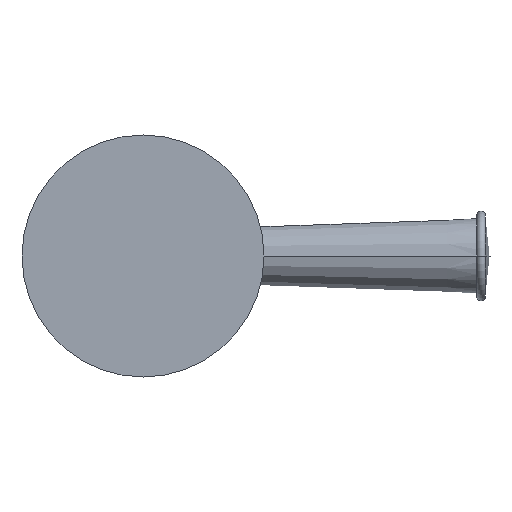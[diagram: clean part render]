
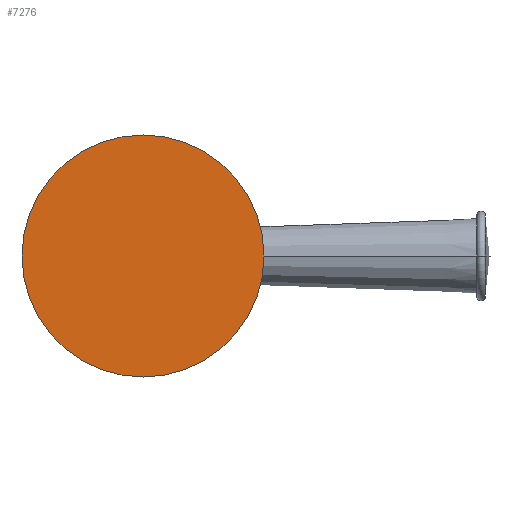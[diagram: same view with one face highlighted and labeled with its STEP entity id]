
A CAD part, front view. The second image highlights one B-rep face of the part: STEP entity #7276.
In plain terms, the highlighted planar face has unit normal (0, -1, 0).
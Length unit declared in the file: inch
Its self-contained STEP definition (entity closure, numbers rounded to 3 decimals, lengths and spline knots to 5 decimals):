
#2=CARTESIAN_POINT('',(0.,0.,0.));
#3=DIRECTION('',(0.,-1.,0.));
#4=DIRECTION('',(1.,0.,0.));
#5=AXIS2_PLACEMENT_3D('',#2,#3,#4);
#17=CARTESIAN_POINT('',(0.,0.,0.));
#18=DIRECTION('',(0.,1.,0.));
#19=DIRECTION('',(1.,0.,0.));
#20=AXIS2_PLACEMENT_3D('',#17,#18,#19);
#6453=CARTESIAN_POINT('',(1.13559,0.,0.));
#6455=VERTEX_POINT('',#6453);
#6467=CARTESIAN_POINT('',(-1.13559,0.,0.));
#6469=VERTEX_POINT('',#6467);
#7265=CARTESIAN_POINT('',(0.,0.,0.));
#7266=DIRECTION('',(0.,-1.,0.));
#7267=DIRECTION('',(-1.,0.,0.));
#7268=AXIS2_PLACEMENT_3D('',#7265,#7266,#7267);
#7269=PLANE('',#7268);
#7271=ORIENTED_EDGE('',*,*,#7270,.F.);
#7273=ORIENTED_EDGE('',*,*,#7272,.T.);
#7274=EDGE_LOOP('',(#7271,#7273));
#7275=FACE_OUTER_BOUND('',#7274,.F.);
#7276=ADVANCED_FACE('',(#7275),#7269,.T.);
#6=CIRCLE('',#5,1.13559);
#21=CIRCLE('',#20,1.13559);
#7270=EDGE_CURVE('',#6455,#6469,#6,.T.);
#7272=EDGE_CURVE('',#6455,#6469,#21,.T.);
